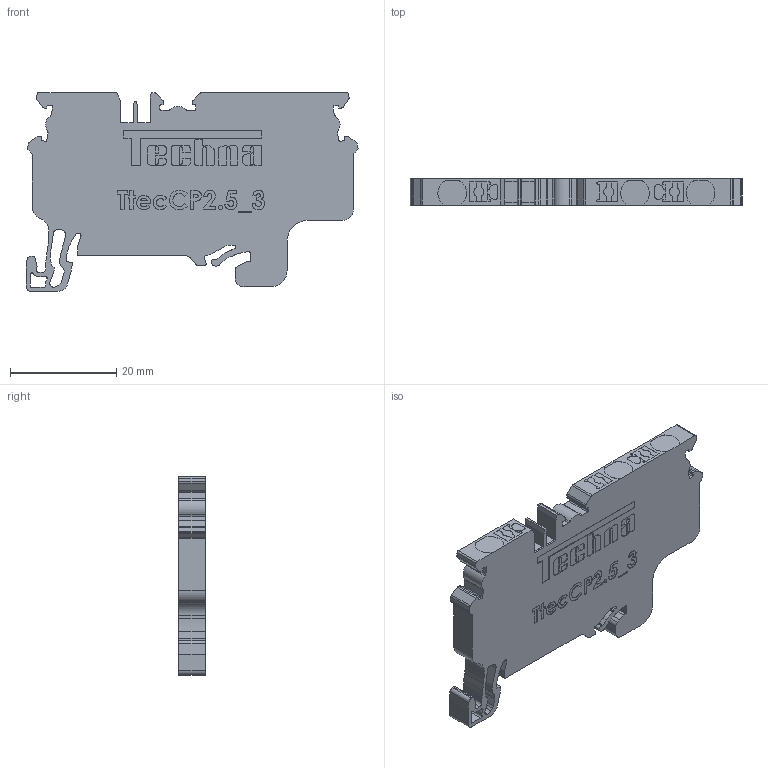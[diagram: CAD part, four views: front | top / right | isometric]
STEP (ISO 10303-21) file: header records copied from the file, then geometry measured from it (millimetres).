
FILE_DESCRIPTION (( 'STEP AP214' ), '1' );
FILE_NAME ('TtecCP2.5_3.STEP', '2020-07-01T12:41:39', ( '' ), ( '' ), 'SwSTEP 2.0', 'SolidWorks 2020', '' );
FILE_SCHEMA (( 'AUTOMOTIVE_DESIGN' ));
Length unit declared in the file: millimetre
Products named in the file (1): TtecCP2.5_3
Bounding box: 62.5 x 5 x 37.42 mm (x, y, z)
Volume: 8621.6 mm3; surface area: 5111.1 mm2
Topology: 1 solids, 1 shells, 876 faces, 2485 edges, 1656 vertices
Faces by surface type: plane 466, cylinder 286, bspline 124
Entity records: 40850 total; most frequent: CARTESIAN_POINT 12470, ORIENTED_EDGE 4970, DIRECTION 4313, EDGE_CURVE 2485, LINE 1667, VECTOR 1667, VERTEX_POINT 1656, AXIS2_PLACEMENT_3D 1323
